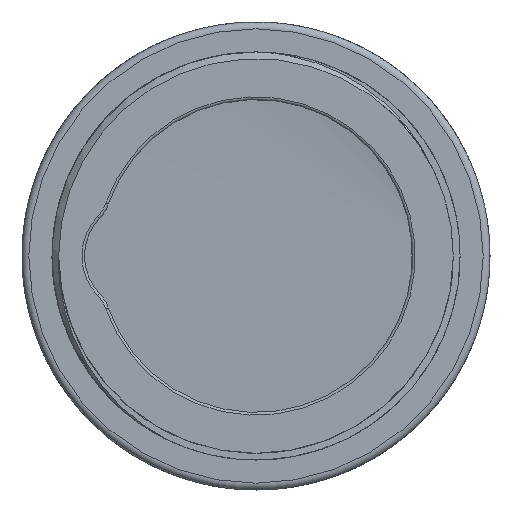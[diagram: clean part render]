
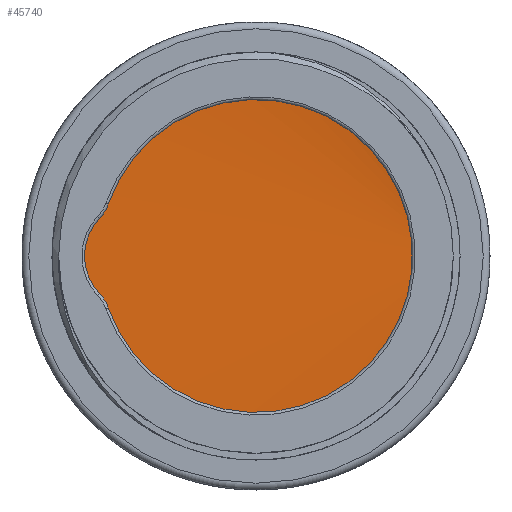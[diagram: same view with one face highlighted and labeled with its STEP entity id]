
A CAD part, left-side view. The second image highlights one B-rep face of the part: STEP entity #45740.
In plain terms, the highlighted cylindrical face has radius 14.5 mm (diameter 29 mm), a full revolution.
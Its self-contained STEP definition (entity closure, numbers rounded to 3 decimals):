
#3138=FACE_OUTER_BOUND('',#5790,.T.);
#5790=EDGE_LOOP('',(#27986,#27987,#27988));
#8649=B_SPLINE_CURVE_WITH_KNOTS('',3,(#53011,#53012,#53013,#53014,#53015,
#53016,#53017,#53018,#53019,#53020,#53021,#53022,#53023,#53024,#53025,#53026,
#53027),.UNSPECIFIED.,.F.,.F.,(4,1,1,1,1,1,1,1,1,1,1,1,1,1,4),(9.425,
9.87,10.354,10.837,11.32,11.803,
12.286,12.769,13.252,13.735,14.218,
14.701,15.184,15.667,15.708),
 .UNSPECIFIED.);
#14873=LINE('',#52850,#15299);
#14878=LINE('',#53028,#15304);
#15299=VECTOR('',#49748,14.5);
#15304=VECTOR('',#49769,14.5);
#15725=VERTEX_POINT('',#52848);
#15726=VERTEX_POINT('',#52849);
#15739=VERTEX_POINT('',#53010);
#20623=EDGE_CURVE('',#15725,#15726,#14873,.T.);
#20639=EDGE_CURVE('',#15739,#15726,#8649,.T.);
#20640=EDGE_CURVE('',#15739,#15725,#14878,.T.);
#27986=ORIENTED_EDGE('',*,*,#20623,.T.);
#27987=ORIENTED_EDGE('',*,*,#20639,.F.);
#27988=ORIENTED_EDGE('',*,*,#20640,.T.);
#42663=CYLINDRICAL_SURFACE('',#48415,14.5);
#45740=ADVANCED_FACE('',(#3138),#42663,.T.);
#48415=AXIS2_PLACEMENT_3D('',#53009,#49767,#49768);
#49748=DIRECTION('',(1.,0.,0.));
#49767=DIRECTION('center_axis',(1.,0.,0.));
#49768=DIRECTION('ref_axis',(0.,1.,0.));
#49769=DIRECTION('',(1.,0.,0.));
#52848=CARTESIAN_POINT('',(4.2,-14.5,0.));
#52849=CARTESIAN_POINT('',(5.4,-14.5,0.));
#52850=CARTESIAN_POINT('',(0.,-14.5,0.));
#53009=CARTESIAN_POINT('Origin',(0.,0.,0.));
#53010=CARTESIAN_POINT('',(2.6,-14.5,0.));
#53011=CARTESIAN_POINT('Ctrl Pts',(2.6,-14.501,0.));
#53012=CARTESIAN_POINT('Ctrl Pts',(2.666,-14.5,2.154));
#53013=CARTESIAN_POINT('Ctrl Pts',(2.804,-13.485,6.643));
#53014=CARTESIAN_POINT('Ctrl Pts',(3.014,-9.028,12.074));
#53015=CARTESIAN_POINT('Ctrl Pts',(3.229,-2.386,14.886));
#53016=CARTESIAN_POINT('Ctrl Pts',(3.444,4.802,14.291));
#53017=CARTESIAN_POINT('Ctrl Pts',(3.66,10.89,10.425));
#53018=CARTESIAN_POINT('Ctrl Pts',(3.875,14.487,4.174));
#53019=CARTESIAN_POINT('Ctrl Pts',(4.09,14.768,-3.033));
#53020=CARTESIAN_POINT('Ctrl Pts',(4.306,11.669,-9.546));
#53021=CARTESIAN_POINT('Ctrl Pts',(4.521,5.899,-13.874));
#53022=CARTESIAN_POINT('Ctrl Pts',(4.736,-1.22,-15.027));
#53023=CARTESIAN_POINT('Ctrl Pts',(4.951,-8.061,-12.74));
#53024=CARTESIAN_POINT('Ctrl Pts',(5.167,-13.056,-7.538));
#53025=CARTESIAN_POINT('Ctrl Pts',(5.316,-14.451,-2.726));
#53026=CARTESIAN_POINT('Ctrl Pts',(5.394,-14.501,-0.196));
#53027=CARTESIAN_POINT('Ctrl Pts',(5.4,-14.501,0.));
#53028=CARTESIAN_POINT('',(0.,-14.5,0.));
